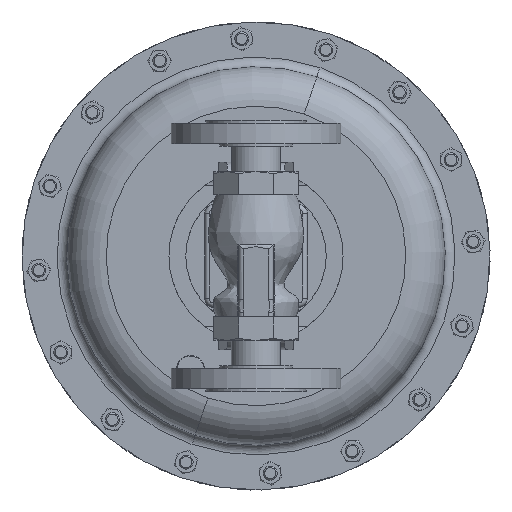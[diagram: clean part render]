
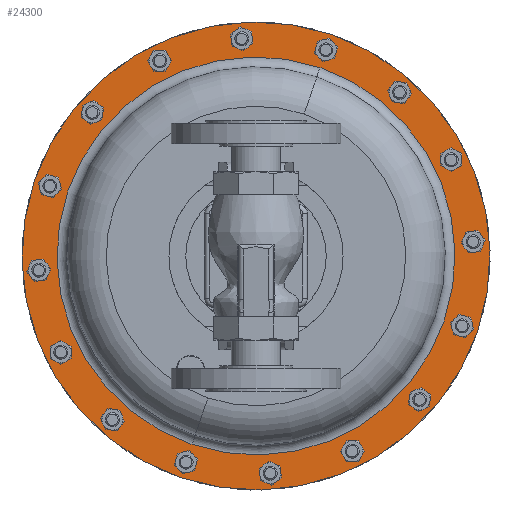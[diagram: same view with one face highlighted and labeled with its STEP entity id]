
A CAD part, front view. The second image highlights one B-rep face of the part: STEP entity #24300.
In plain terms, the highlighted planar face has unit normal (0, -1, 0).
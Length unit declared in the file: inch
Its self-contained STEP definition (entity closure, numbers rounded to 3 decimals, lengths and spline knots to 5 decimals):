
#1003 = DIRECTION ( 'NONE',  ( -0.321, 0., -0.947 ) ) ;
#3545 = EDGE_CURVE ( 'NONE', #22472, #6532, #28031, .T. ) ;
#4579 = CARTESIAN_POINT ( 'NONE',  ( 0., 9.4, -2.25 ) ) ;
#6532 = VERTEX_POINT ( 'NONE', #17382 ) ;
#6605 = CIRCLE ( 'NONE', #14105, 5.315 ) ;
#6651 = ORIENTED_EDGE ( 'NONE', *, *, #11259, .F. ) ;
#7435 = DIRECTION ( 'NONE',  ( -0.321, 0., -0.947 ) ) ;
#9379 = CARTESIAN_POINT ( 'NONE',  ( 0., 9.4, -2.25 ) ) ;
#9615 = CARTESIAN_POINT ( 'NONE',  ( 0., 9.4, -2.25 ) ) ;
#10911 = CARTESIAN_POINT ( 'NONE',  ( 1.70845, 9.4, 2.78293 ) ) ;
#11020 = ORIENTED_EDGE ( 'NONE', *, *, #3545, .F. ) ;
#11259 = EDGE_CURVE ( 'NONE', #6532, #22472, #23238, .T. ) ;
#12222 = DIRECTION ( 'NONE',  ( -0.321, 0., -0.947 ) ) ;
#12475 = DIRECTION ( 'NONE',  ( -0.321, 0., -0.947 ) ) ;
#13246 = ORIENTED_EDGE ( 'NONE', *, *, #17959, .T. ) ;
#13421 = DIRECTION ( 'NONE',  ( 0., -1., 0. ) ) ;
#14105 = AXIS2_PLACEMENT_3D ( 'NONE', #4579, #24380, #7435 ) ;
#14556 = VERTEX_POINT ( 'NONE', #30647 ) ;
#14811 = FACE_BOUND ( 'NONE', #20071, .T. ) ;
#17382 = CARTESIAN_POINT ( 'NONE',  ( 2.009, 9.4, 3.66831 ) ) ;
#17523 = AXIS2_PLACEMENT_3D ( 'NONE', #34877, #17958, #1003 ) ;
#17958 = DIRECTION ( 'NONE',  ( 0., 1., 0. ) ) ;
#17959 = EDGE_CURVE ( 'NONE', #14556, #32336, #6605, .T. ) ;
#20071 = EDGE_LOOP ( 'NONE', ( #13246, #35132 ) ) ;
#21490 = FACE_OUTER_BOUND ( 'NONE', #25784, .T. ) ;
#21838 = CARTESIAN_POINT ( 'NONE',  ( -5.91831, 9.4, -0.241 ) ) ;
#22472 = VERTEX_POINT ( 'NONE', #29005 ) ;
#23238 = CIRCLE ( 'NONE', #17523, 6.25 ) ;
#24300 = ADVANCED_FACE ( 'NONE', ( #14811, #21490 ), #30351, .T. ) ;
#24380 = DIRECTION ( 'NONE',  ( 0., 1., 0. ) ) ;
#24651 = EDGE_CURVE ( 'NONE', #32336, #14556, #28501, .T. ) ;
#25130 = AXIS2_PLACEMENT_3D ( 'NONE', #9615, #29403, #12475 ) ;
#25784 = EDGE_LOOP ( 'NONE', ( #11020, #6651 ) ) ;
#25840 = AXIS2_PLACEMENT_3D ( 'NONE', #21838, #13421, #33202 ) ;
#28031 = CIRCLE ( 'NONE', #30830, 6.25 ) ;
#28501 = CIRCLE ( 'NONE', #25130, 5.315 ) ;
#29005 = CARTESIAN_POINT ( 'NONE',  ( -2.009, 9.4, -8.16831 ) ) ;
#29154 = DIRECTION ( 'NONE',  ( 0., 1., 0. ) ) ;
#29403 = DIRECTION ( 'NONE',  ( 0., 1., 0. ) ) ;
#30351 = PLANE ( 'NONE',  #25840 ) ;
#30647 = CARTESIAN_POINT ( 'NONE',  ( -1.70845, 9.4, -7.28293 ) ) ;
#30830 = AXIS2_PLACEMENT_3D ( 'NONE', #9379, #29154, #12222 ) ;
#32336 = VERTEX_POINT ( 'NONE', #10911 ) ;
#33202 = DIRECTION ( 'NONE',  ( 0.321, 0., 0.947 ) ) ;
#34877 = CARTESIAN_POINT ( 'NONE',  ( 0., 9.4, -2.25 ) ) ;
#35132 = ORIENTED_EDGE ( 'NONE', *, *, #24651, .T. ) ;
